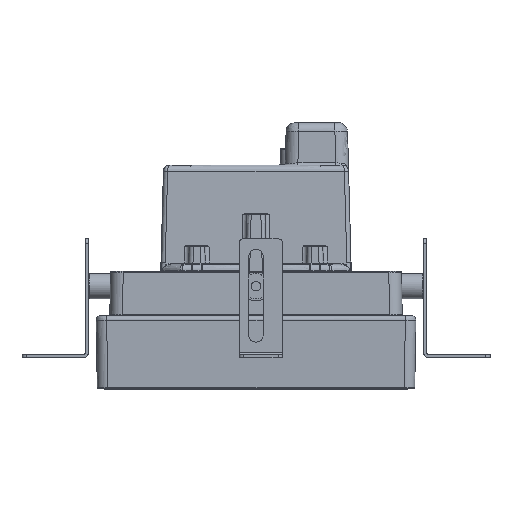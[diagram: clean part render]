
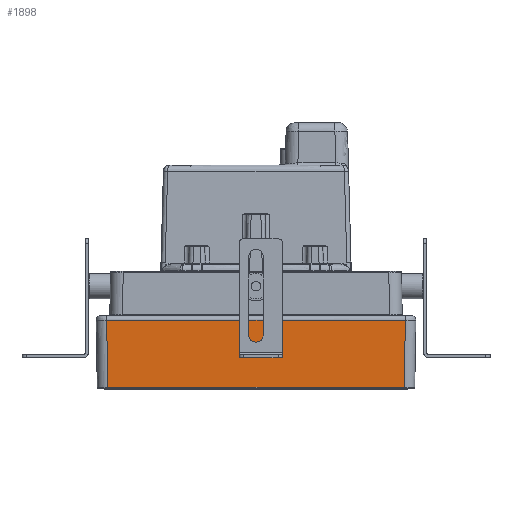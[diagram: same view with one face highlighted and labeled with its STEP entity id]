
A CAD part, left-side view. The second image highlights one B-rep face of the part: STEP entity #1898.
In plain terms, the highlighted planar face has unit normal (-1, 0, -0.018).
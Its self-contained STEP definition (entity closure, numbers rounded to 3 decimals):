
#1898=ADVANCED_FACE('',(#3034),#16494,.T.);
#3034=FACE_OUTER_BOUND('',#4141,.T.);
#4141=EDGE_LOOP('',(#8849,#8850,#8851,#8852));
#8849=ORIENTED_EDGE('',*,*,#11746,.F.);
#8850=ORIENTED_EDGE('',*,*,#11804,.F.);
#8851=ORIENTED_EDGE('',*,*,#11771,.F.);
#8852=ORIENTED_EDGE('',*,*,#11799,.F.);
#11746=EDGE_CURVE('',#16079,#16082,#12893,.T.);
#11771=EDGE_CURVE('',#16096,#16099,#12902,.T.);
#11799=EDGE_CURVE('',#16082,#16096,#12918,.T.);
#11804=EDGE_CURVE('',#16099,#16079,#12923,.T.);
#12893=B_SPLINE_CURVE_WITH_KNOTS('',1,(#43958,#43959),.UNSPECIFIED.,.F.,
 .F.,(2,2),(-140.6,0.),.UNSPECIFIED.);
#12902=B_SPLINE_CURVE_WITH_KNOTS('',1,(#44054,#44055),.UNSPECIFIED.,.F.,
 .F.,(2,2),(-141.716,0.),.UNSPECIFIED.);
#12918=B_SPLINE_CURVE_WITH_KNOTS('',1,(#44154,#44155),.UNSPECIFIED.,.F.,
 .F.,(2,2),(-31.984,0.),.UNSPECIFIED.);
#12923=B_SPLINE_CURVE_WITH_KNOTS('',1,(#44164,#44165),.UNSPECIFIED.,.F.,
 .F.,(2,2),(-31.984,0.),.UNSPECIFIED.);
#16079=VERTEX_POINT('',#43687);
#16082=VERTEX_POINT('',#43690);
#16096=VERTEX_POINT('',#43704);
#16099=VERTEX_POINT('',#43707);
#16494=PLANE('',#16796);
#16796=AXIS2_PLACEMENT_3D('',#43638,#17014,$);
#17014=DIRECTION('',(-1.,0.,-0.017));
#43638=CARTESIAN_POINT('',(-75.232,81.743,-76.323));
#43687=CARTESIAN_POINT('',(-75.299,-74.196,-72.506));
#43690=CARTESIAN_POINT('',(-75.299,66.404,-72.506));
#43704=CARTESIAN_POINT('',(-75.857,66.962,-40.532));
#43707=CARTESIAN_POINT('',(-75.857,-74.754,-40.532));
#43958=CARTESIAN_POINT('',(-75.299,-74.196,-72.506));
#43959=CARTESIAN_POINT('',(-75.299,66.404,-72.506));
#44054=CARTESIAN_POINT('',(-75.857,66.962,-40.532));
#44055=CARTESIAN_POINT('',(-75.857,-74.754,-40.532));
#44154=CARTESIAN_POINT('',(-75.299,66.404,-72.506));
#44155=CARTESIAN_POINT('',(-75.857,66.962,-40.532));
#44164=CARTESIAN_POINT('',(-75.857,-74.754,-40.532));
#44165=CARTESIAN_POINT('',(-75.299,-74.196,-72.506));
